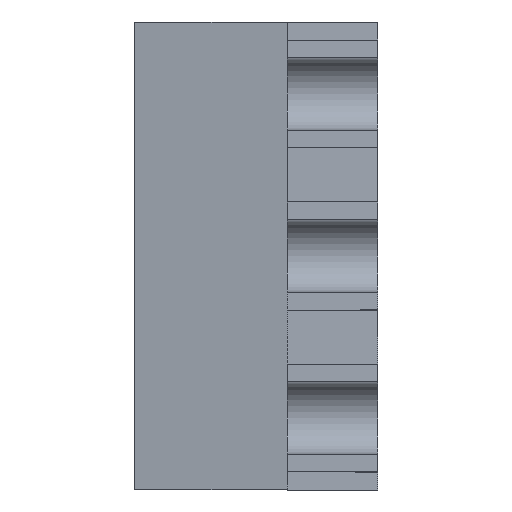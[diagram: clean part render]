
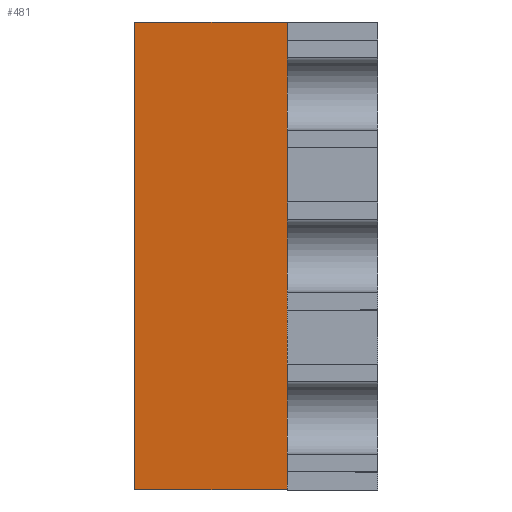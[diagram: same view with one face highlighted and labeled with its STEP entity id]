
A CAD part, left-side view. The second image highlights one B-rep face of the part: STEP entity #481.
In plain terms, the highlighted planar face has unit normal (-0.99, 0.139, 0).
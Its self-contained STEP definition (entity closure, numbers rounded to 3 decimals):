
#74 = CARTESIAN_POINT ( 'NONE',  ( -1.59, 0.5, 1.3 ) ) ;
#173 = VERTEX_POINT ( 'NONE', #509 ) ;
#198 = DIRECTION ( 'NONE',  ( 0., 0., -1. ) ) ;
#262 = VERTEX_POINT ( 'NONE', #3138 ) ;
#294 = ORIENTED_EDGE ( 'NONE', *, *, #1073, .T. ) ;
#481 = ADVANCED_FACE ( 'NONE', ( #3075 ), #700, .F. ) ;
#509 = CARTESIAN_POINT ( 'NONE',  ( -1.59, 0.5, -1.3 ) ) ;
#560 = CARTESIAN_POINT ( 'NONE',  ( -1.59, 0.5, -1.3 ) ) ;
#593 = EDGE_CURVE ( 'NONE', #1035, #262, #774, .T. ) ;
#653 = EDGE_CURVE ( 'NONE', #2230, #173, #1769, .T. ) ;
#700 = PLANE ( 'NONE',  #2176 ) ;
#753 = VECTOR ( 'NONE', #1924, 1000. ) ;
#761 = ORIENTED_EDGE ( 'NONE', *, *, #653, .F. ) ;
#774 = LINE ( 'NONE', #2587, #1771 ) ;
#799 = LINE ( 'NONE', #74, #753 ) ;
#842 = DIRECTION ( 'NONE',  ( -0.139, -0.99, 0. ) ) ;
#846 = VECTOR ( 'NONE', #842, 1000. ) ;
#901 = DIRECTION ( 'NONE',  ( 0.139, 0.99, 0. ) ) ;
#1035 = VERTEX_POINT ( 'NONE', #3398 ) ;
#1073 = EDGE_CURVE ( 'NONE', #262, #173, #1842, .T. ) ;
#1218 = CARTESIAN_POINT ( 'NONE',  ( -1.59, 0.5, 1.3 ) ) ;
#1769 = LINE ( 'NONE', #2874, #2178 ) ;
#1771 = VECTOR ( 'NONE', #3188, 1000. ) ;
#1842 = LINE ( 'NONE', #560, #846 ) ;
#1924 = DIRECTION ( 'NONE',  ( -0.139, -0.99, 0. ) ) ;
#1990 = CARTESIAN_POINT ( 'NONE',  ( -1.59, 0.5, 1.3 ) ) ;
#2120 = ORIENTED_EDGE ( 'NONE', *, *, #593, .T. ) ;
#2176 = AXIS2_PLACEMENT_3D ( 'NONE', #1990, #2787, #901 ) ;
#2178 = VECTOR ( 'NONE', #198, 1000. ) ;
#2230 = VERTEX_POINT ( 'NONE', #1218 ) ;
#2587 = CARTESIAN_POINT ( 'NONE',  ( -1.471, 1.35, 1.3 ) ) ;
#2711 = ORIENTED_EDGE ( 'NONE', *, *, #2999, .F. ) ;
#2787 = DIRECTION ( 'NONE',  ( 0.99, -0.139, 0. ) ) ;
#2874 = CARTESIAN_POINT ( 'NONE',  ( -1.59, 0.5, 1.3 ) ) ;
#2999 = EDGE_CURVE ( 'NONE', #1035, #2230, #799, .T. ) ;
#3075 = FACE_OUTER_BOUND ( 'NONE', #3196, .T. ) ;
#3138 = CARTESIAN_POINT ( 'NONE',  ( -1.471, 1.35, -1.3 ) ) ;
#3188 = DIRECTION ( 'NONE',  ( 0., 0., -1. ) ) ;
#3196 = EDGE_LOOP ( 'NONE', ( #294, #761, #2711, #2120 ) ) ;
#3398 = CARTESIAN_POINT ( 'NONE',  ( -1.471, 1.35, 1.3 ) ) ;
